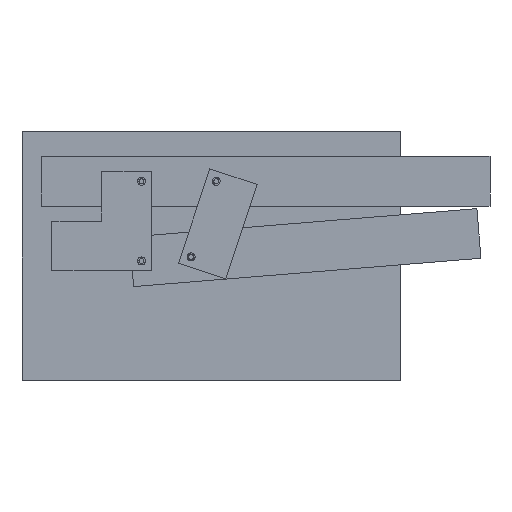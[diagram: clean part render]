
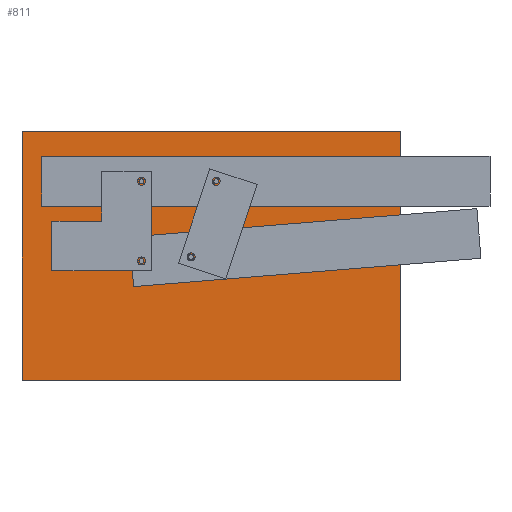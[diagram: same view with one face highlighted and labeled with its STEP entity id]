
A CAD part, top view. The second image highlights one B-rep face of the part: STEP entity #811.
In plain terms, the highlighted planar face has unit normal (0, 0, 1).
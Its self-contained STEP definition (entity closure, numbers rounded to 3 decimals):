
#61=FACE_BOUND('',#178,.T.);
#62=FACE_BOUND('',#179,.T.);
#63=FACE_BOUND('',#180,.T.);
#64=FACE_BOUND('',#181,.T.);
#89=PLANE('',#968);
#129=FACE_OUTER_BOUND('',#177,.T.);
#177=EDGE_LOOP('',(#619,#620,#621,#622));
#178=EDGE_LOOP('',(#623));
#179=EDGE_LOOP('',(#624));
#180=EDGE_LOOP('',(#625));
#181=EDGE_LOOP('',(#626));
#239=LINE('',#1313,#317);
#242=LINE('',#1319,#320);
#245=LINE('',#1325,#323);
#248=LINE('',#1329,#326);
#317=VECTOR('',#1074,10.);
#320=VECTOR('',#1079,10.);
#323=VECTOR('',#1084,10.);
#326=VECTOR('',#1089,10.);
#390=CIRCLE('',#950,2.5);
#392=CIRCLE('',#954,2.5);
#394=CIRCLE('',#958,2.5);
#396=CIRCLE('',#962,2.5);
#414=VERTEX_POINT('',#1281);
#416=VERTEX_POINT('',#1288);
#418=VERTEX_POINT('',#1295);
#420=VERTEX_POINT('',#1302);
#423=VERTEX_POINT('',#1310);
#424=VERTEX_POINT('',#1312);
#426=VERTEX_POINT('',#1318);
#428=VERTEX_POINT('',#1324);
#483=EDGE_CURVE('',#414,#414,#390,.T.);
#486=EDGE_CURVE('',#416,#416,#392,.T.);
#489=EDGE_CURVE('',#418,#418,#394,.T.);
#492=EDGE_CURVE('',#420,#420,#396,.T.);
#495=EDGE_CURVE('',#424,#423,#239,.T.);
#498=EDGE_CURVE('',#426,#424,#242,.T.);
#501=EDGE_CURVE('',#428,#426,#245,.T.);
#504=EDGE_CURVE('',#423,#428,#248,.T.);
#619=ORIENTED_EDGE('',*,*,#504,.T.);
#620=ORIENTED_EDGE('',*,*,#501,.T.);
#621=ORIENTED_EDGE('',*,*,#498,.T.);
#622=ORIENTED_EDGE('',*,*,#495,.T.);
#623=ORIENTED_EDGE('',*,*,#483,.T.);
#624=ORIENTED_EDGE('',*,*,#486,.T.);
#625=ORIENTED_EDGE('',*,*,#489,.T.);
#626=ORIENTED_EDGE('',*,*,#492,.T.);
#811=ADVANCED_FACE('',(#129,#61,#62,#63,#64),#89,.T.);
#950=AXIS2_PLACEMENT_3D('',#1283,#1039,#1040);
#954=AXIS2_PLACEMENT_3D('',#1290,#1048,#1049);
#958=AXIS2_PLACEMENT_3D('',#1297,#1057,#1058);
#962=AXIS2_PLACEMENT_3D('',#1304,#1066,#1067);
#968=AXIS2_PLACEMENT_3D('',#1330,#1090,#1091);
#1039=DIRECTION('center_axis',(0.,0.,-1.));
#1040=DIRECTION('ref_axis',(1.,0.,0.));
#1048=DIRECTION('center_axis',(0.,0.,-1.));
#1049=DIRECTION('ref_axis',(1.,0.,0.));
#1057=DIRECTION('center_axis',(0.,0.,-1.));
#1058=DIRECTION('ref_axis',(1.,0.,0.));
#1066=DIRECTION('center_axis',(0.,0.,-1.));
#1067=DIRECTION('ref_axis',(1.,0.,0.));
#1074=DIRECTION('',(0.,-1.,0.));
#1079=DIRECTION('',(-1.,0.,0.));
#1084=DIRECTION('',(0.,1.,0.));
#1089=DIRECTION('',(1.,0.,0.));
#1090=DIRECTION('center_axis',(0.,0.,1.));
#1091=DIRECTION('ref_axis',(1.,0.,0.));
#1281=CARTESIAN_POINT('',(-22.665,-0.939,6.));
#1283=CARTESIAN_POINT('Origin',(-20.165,-0.939,6.));
#1288=CARTESIAN_POINT('',(-72.5,-5.,6.));
#1290=CARTESIAN_POINT('Origin',(-70.,-5.,6.));
#1295=CARTESIAN_POINT('',(-72.5,75.,6.));
#1297=CARTESIAN_POINT('Origin',(-70.,75.,6.));
#1302=CARTESIAN_POINT('',(2.5,75.,6.));
#1304=CARTESIAN_POINT('Origin',(5.,75.,6.));
#1310=CARTESIAN_POINT('',(-190.,-125.,6.));
#1312=CARTESIAN_POINT('',(-190.,125.,6.));
#1313=CARTESIAN_POINT('',(-190.,125.,6.));
#1318=CARTESIAN_POINT('',(190.,125.,6.));
#1319=CARTESIAN_POINT('',(190.,125.,6.));
#1324=CARTESIAN_POINT('',(190.,-125.,6.));
#1325=CARTESIAN_POINT('',(190.,-125.,6.));
#1329=CARTESIAN_POINT('',(-190.,-125.,6.));
#1330=CARTESIAN_POINT('Origin',(0.,0.,6.));
